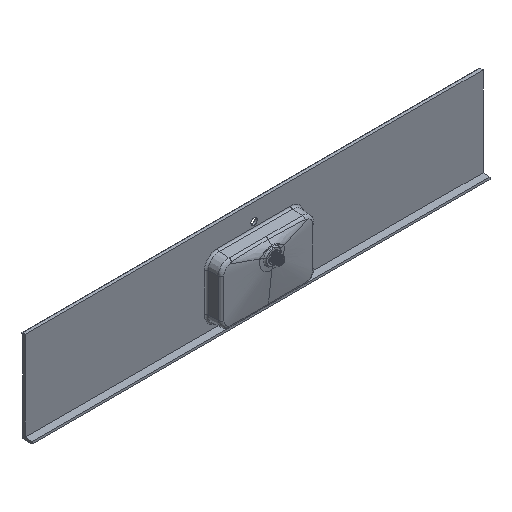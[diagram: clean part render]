
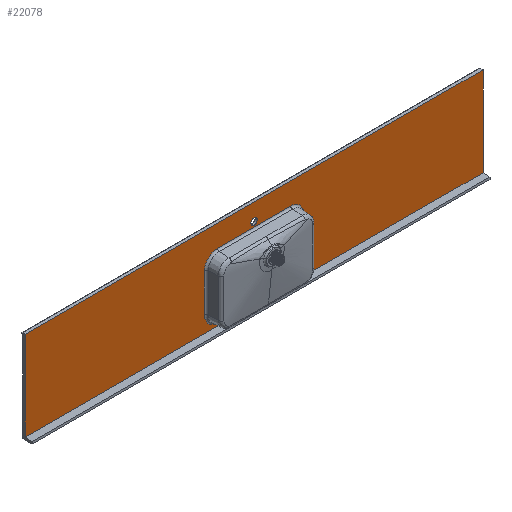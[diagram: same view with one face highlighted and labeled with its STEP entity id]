
A CAD part, isometric view. The second image highlights one B-rep face of the part: STEP entity #22078.
In plain terms, the highlighted planar face has unit normal (0, -1, 0).
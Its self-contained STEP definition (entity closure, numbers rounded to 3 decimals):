
#607 = CARTESIAN_POINT ( 'NONE',  ( -1250., -12., 295. ) ) ;
#1635 = CARTESIAN_POINT ( 'NONE',  ( 270.877, -12., 105. ) ) ;
#1736 = VERTEX_POINT ( 'NONE', #26585 ) ;
#2067 = AXIS2_PLACEMENT_3D ( 'NONE', #40043, #40822, #11733 ) ;
#2136 = AXIS2_PLACEMENT_3D ( 'NONE', #6079, #47331, #17960 ) ;
#2375 = VERTEX_POINT ( 'NONE', #47942 ) ;
#3481 = CARTESIAN_POINT ( 'NONE',  ( 200., -12., 175.877 ) ) ;
#3545 = DIRECTION ( 'NONE',  ( 0., 0., -1. ) ) ;
#3790 = VERTEX_POINT ( 'NONE', #24996 ) ;
#3836 = AXIS2_PLACEMENT_3D ( 'NONE', #28741, #8246, #4207 ) ;
#4028 = AXIS2_PLACEMENT_3D ( 'NONE', #51730, #43081, #26911 ) ;
#4087 = DIRECTION ( 'NONE',  ( 0., 1., 0. ) ) ;
#4207 = DIRECTION ( 'NONE',  ( 0., 0., -1. ) ) ;
#4806 = CARTESIAN_POINT ( 'NONE',  ( 0., -12., -175.877 ) ) ;
#5587 = EDGE_CURVE ( 'NONE', #26415, #3790, #15251, .T. ) ;
#5590 = ORIENTED_EDGE ( 'NONE', *, *, #34970, .F. ) ;
#5838 = ORIENTED_EDGE ( 'NONE', *, *, #46058, .F. ) ;
#6079 = CARTESIAN_POINT ( 'NONE',  ( 0., -12., 203. ) ) ;
#6559 = VERTEX_POINT ( 'NONE', #32417 ) ;
#7075 = EDGE_LOOP ( 'NONE', ( #35601, #51861 ) ) ;
#7247 = CARTESIAN_POINT ( 'NONE',  ( 1250., -12., -191.673 ) ) ;
#7549 = CARTESIAN_POINT ( 'NONE',  ( 1250., -12., 295. ) ) ;
#8246 = DIRECTION ( 'NONE',  ( 0., 1., 0. ) ) ;
#9066 = LINE ( 'NONE', #34660, #47993 ) ;
#9104 = VERTEX_POINT ( 'NONE', #35027 ) ;
#9197 = ORIENTED_EDGE ( 'NONE', *, *, #14277, .F. ) ;
#10381 = EDGE_CURVE ( 'NONE', #9104, #22884, #28828, .T. ) ;
#10639 = EDGE_CURVE ( 'NONE', #52951, #9104, #52833, .T. ) ;
#10929 = CARTESIAN_POINT ( 'NONE',  ( 1290.269, -12., -191.673 ) ) ;
#11045 = DIRECTION ( 'NONE',  ( 1., 0., 0. ) ) ;
#11090 = CARTESIAN_POINT ( 'NONE',  ( 0., -12., 220.5 ) ) ;
#11688 = VECTOR ( 'NONE', #27270, 1000. ) ;
#11733 = DIRECTION ( 'NONE',  ( 0., 0., -1. ) ) ;
#11776 = FACE_BOUND ( 'NONE', #28522, .T. ) ;
#12321 = ORIENTED_EDGE ( 'NONE', *, *, #46533, .F. ) ;
#14178 = ORIENTED_EDGE ( 'NONE', *, *, #40741, .F. ) ;
#14263 = AXIS2_PLACEMENT_3D ( 'NONE', #39556, #44404, #43605 ) ;
#14277 = EDGE_CURVE ( 'NONE', #50114, #6559, #22736, .T. ) ;
#15251 = LINE ( 'NONE', #10929, #31287 ) ;
#15449 = VERTEX_POINT ( 'NONE', #37607 ) ;
#16179 = ORIENTED_EDGE ( 'NONE', *, *, #10639, .T. ) ;
#17034 = ORIENTED_EDGE ( 'NONE', *, *, #34429, .T. ) ;
#17208 = EDGE_CURVE ( 'NONE', #1736, #6559, #45521, .T. ) ;
#17960 = DIRECTION ( 'NONE',  ( 0., 0., -1. ) ) ;
#18112 = CARTESIAN_POINT ( 'NONE',  ( -1250., -12., 295. ) ) ;
#18514 = AXIS2_PLACEMENT_3D ( 'NONE', #26347, #30390, #46834 ) ;
#18680 = EDGE_CURVE ( 'NONE', #15449, #25307, #43472, .T. ) ;
#19340 = FACE_OUTER_BOUND ( 'NONE', #43526, .T. ) ;
#19364 = VECTOR ( 'NONE', #11045, 1000. ) ;
#22078 = ADVANCED_FACE ( 'NONE', ( #47645, #19340, #11776 ), #27963, .T. ) ;
#22152 = CARTESIAN_POINT ( 'NONE',  ( -200., -12., 175.877 ) ) ;
#22480 = DIRECTION ( 'NONE',  ( -1., 0., 0. ) ) ;
#22585 = VERTEX_POINT ( 'NONE', #49503 ) ;
#22736 = CIRCLE ( 'NONE', #2067, 70.877 ) ;
#22884 = VERTEX_POINT ( 'NONE', #1635 ) ;
#23384 = DIRECTION ( 'NONE',  ( 0., 0., -1. ) ) ;
#23721 = VERTEX_POINT ( 'NONE', #7549 ) ;
#24996 = CARTESIAN_POINT ( 'NONE',  ( -1250., -12., -191.673 ) ) ;
#25307 = VERTEX_POINT ( 'NONE', #11090 ) ;
#26347 = CARTESIAN_POINT ( 'NONE',  ( 0., -12., 203. ) ) ;
#26415 = VERTEX_POINT ( 'NONE', #7247 ) ;
#26585 = CARTESIAN_POINT ( 'NONE',  ( 200., -12., -175.877 ) ) ;
#26911 = DIRECTION ( 'NONE',  ( 0., 0., -1. ) ) ;
#27007 = CARTESIAN_POINT ( 'NONE',  ( 270.877, -12., -105. ) ) ;
#27270 = DIRECTION ( 'NONE',  ( 0., 0., 1. ) ) ;
#27963 = PLANE ( 'NONE',  #14263 ) ;
#28522 = EDGE_LOOP ( 'NONE', ( #49747, #9197, #5590, #5838, #16179, #28837, #51842, #17034 ) ) ;
#28741 = CARTESIAN_POINT ( 'NONE',  ( 200., -12., 105. ) ) ;
#28828 = CIRCLE ( 'NONE', #3836, 70.877 ) ;
#28837 = ORIENTED_EDGE ( 'NONE', *, *, #10381, .T. ) ;
#28851 = CARTESIAN_POINT ( 'NONE',  ( -270.877, -12., -105. ) ) ;
#29090 = VECTOR ( 'NONE', #22480, 1000. ) ;
#29838 = DIRECTION ( 'NONE',  ( 0., 0., -1. ) ) ;
#30390 = DIRECTION ( 'NONE',  ( 0., 1., 0. ) ) ;
#30680 = CARTESIAN_POINT ( 'NONE',  ( -270.877, -12., -105. ) ) ;
#31287 = VECTOR ( 'NONE', #31690, 1000. ) ;
#31690 = DIRECTION ( 'NONE',  ( -1., 0., 0. ) ) ;
#31718 = EDGE_CURVE ( 'NONE', #22884, #22585, #39136, .T. ) ;
#32248 = CIRCLE ( 'NONE', #43424, 70.877 ) ;
#32417 = CARTESIAN_POINT ( 'NONE',  ( -200., -12., -175.877 ) ) ;
#33115 = DIRECTION ( 'NONE',  ( -1., 0., 0. ) ) ;
#34429 = EDGE_CURVE ( 'NONE', #22585, #1736, #32248, .T. ) ;
#34660 = CARTESIAN_POINT ( 'NONE',  ( 1250., -12., 295. ) ) ;
#34970 = EDGE_CURVE ( 'NONE', #2375, #50114, #42805, .T. ) ;
#35027 = CARTESIAN_POINT ( 'NONE',  ( 200., -12., 175.877 ) ) ;
#35601 = ORIENTED_EDGE ( 'NONE', *, *, #36023, .T. ) ;
#36023 = EDGE_CURVE ( 'NONE', #25307, #15449, #51218, .T. ) ;
#37607 = CARTESIAN_POINT ( 'NONE',  ( 0., -12., 185.5 ) ) ;
#39136 = LINE ( 'NONE', #27007, #40800 ) ;
#39315 = CIRCLE ( 'NONE', #4028, 70.877 ) ;
#39556 = CARTESIAN_POINT ( 'NONE',  ( 0., -12., 0. ) ) ;
#40043 = CARTESIAN_POINT ( 'NONE',  ( -200., -12., -105. ) ) ;
#40741 = EDGE_CURVE ( 'NONE', #3790, #51275, #47484, .T. ) ;
#40800 = VECTOR ( 'NONE', #51287, 1000. ) ;
#40822 = DIRECTION ( 'NONE',  ( 0., -1., 0. ) ) ;
#42587 = VECTOR ( 'NONE', #33115, 1000. ) ;
#42805 = LINE ( 'NONE', #30680, #45121 ) ;
#43081 = DIRECTION ( 'NONE',  ( 0., -1., 0. ) ) ;
#43424 = AXIS2_PLACEMENT_3D ( 'NONE', #45329, #4087, #3545 ) ;
#43472 = CIRCLE ( 'NONE', #18514, 17.5 ) ;
#43526 = EDGE_LOOP ( 'NONE', ( #52391, #12321, #44651, #14178 ) ) ;
#43605 = DIRECTION ( 'NONE',  ( 0., 0., -1. ) ) ;
#44404 = DIRECTION ( 'NONE',  ( 0., -1., 0. ) ) ;
#44651 = ORIENTED_EDGE ( 'NONE', *, *, #48747, .T. ) ;
#45121 = VECTOR ( 'NONE', #23384, 1000. ) ;
#45329 = CARTESIAN_POINT ( 'NONE',  ( 200., -12., -105. ) ) ;
#45521 = LINE ( 'NONE', #4806, #42587 ) ;
#46058 = EDGE_CURVE ( 'NONE', #52951, #2375, #39315, .T. ) ;
#46533 = EDGE_CURVE ( 'NONE', #23721, #26415, #9066, .T. ) ;
#46834 = DIRECTION ( 'NONE',  ( 0., 0., -1. ) ) ;
#47331 = DIRECTION ( 'NONE',  ( 0., 1., 0. ) ) ;
#47484 = LINE ( 'NONE', #18112, #11688 ) ;
#47645 = FACE_BOUND ( 'NONE', #7075, .T. ) ;
#47942 = CARTESIAN_POINT ( 'NONE',  ( -270.877, -12., 105. ) ) ;
#47993 = VECTOR ( 'NONE', #29838, 1000. ) ;
#48747 = EDGE_CURVE ( 'NONE', #23721, #51275, #50810, .T. ) ;
#49503 = CARTESIAN_POINT ( 'NONE',  ( 270.877, -12., -105. ) ) ;
#49747 = ORIENTED_EDGE ( 'NONE', *, *, #17208, .T. ) ;
#50114 = VERTEX_POINT ( 'NONE', #28851 ) ;
#50810 = LINE ( 'NONE', #51348, #29090 ) ;
#51218 = CIRCLE ( 'NONE', #2136, 17.5 ) ;
#51275 = VERTEX_POINT ( 'NONE', #607 ) ;
#51287 = DIRECTION ( 'NONE',  ( 0., 0., -1. ) ) ;
#51348 = CARTESIAN_POINT ( 'NONE',  ( 1250., -12., 295. ) ) ;
#51730 = CARTESIAN_POINT ( 'NONE',  ( -200., -12., 105. ) ) ;
#51842 = ORIENTED_EDGE ( 'NONE', *, *, #31718, .T. ) ;
#51861 = ORIENTED_EDGE ( 'NONE', *, *, #18680, .T. ) ;
#52391 = ORIENTED_EDGE ( 'NONE', *, *, #5587, .F. ) ;
#52833 = LINE ( 'NONE', #3481, #19364 ) ;
#52951 = VERTEX_POINT ( 'NONE', #22152 ) ;
